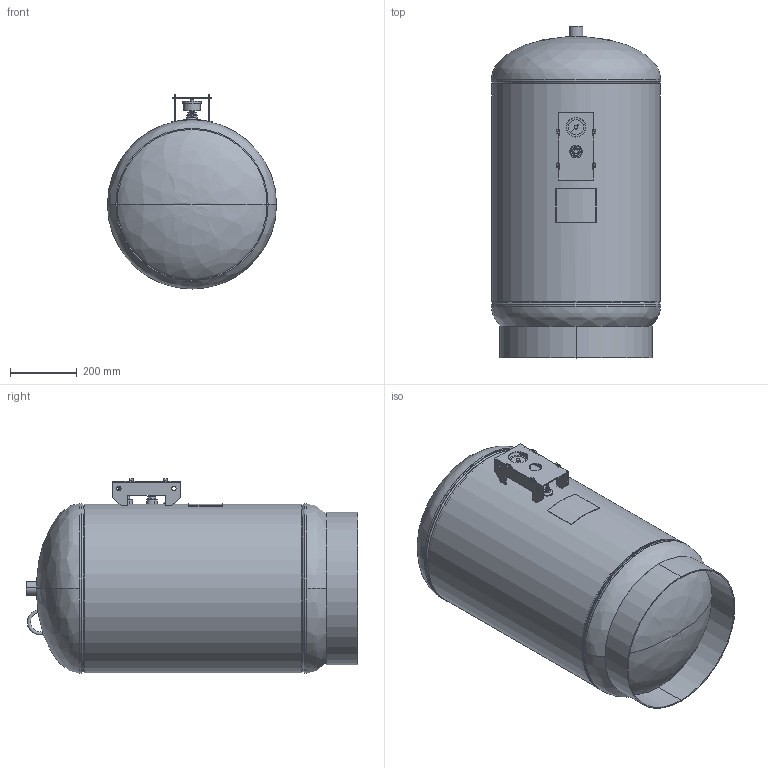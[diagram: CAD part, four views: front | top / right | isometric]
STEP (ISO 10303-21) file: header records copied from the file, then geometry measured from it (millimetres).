
FILE_DESCRIPTION (( 'STEP AP203' ), '1' );
FILE_NAME ('NTA-80.STEP', '2022-02-22T17:11:50', ( '' ), ( '' ), 'SwSTEP 2.0', 'SolidWorks 2021', '' );
FILE_SCHEMA (( 'CONFIG_CONTROL_DESIGN' ));
Length unit declared in the file: inch
Products named in the file (16): 9500000; 9500030; 9800460_03-34; 9400540; 07200310_5081T17; 99Q0061; 9500010; 9200120; 99K0776; NTA-80; 99K0777; 9800401_9800400; 9600830_20" VERT; 99B0348; Couplings_9500318
Assembly tree (16 placements, depth 2):
  NTA-80
    99B0348
    9200120
    9200120
    9500000
    9500010
    9500030
    Couplings_9500318
    9800460_03-34
    07200310_5081T17
    9800401_9800400
    9400540
    99Q0061
    99K0776  x2
    99K0777
    9600830_20" VERT
Bounding box: 508 x 996.42 x 582.9 mm (x, y, z)
Volume: 5981211.2 mm3; surface area: 3796148.8 mm2
Topology: 19 solids, 19 shells, 596 faces, 1389 edges, 843 vertices
Faces by surface type: cone 196, cylinder 178, plane 168, torus 30, bspline 24
Full cylindrical faces by diameter (mm): 499.821 x1, 506.171 x1
Entity records: 25774 total; most frequent: CARTESIAN_POINT 11468, DIRECTION 2742, ORIENTED_EDGE 2542, EDGE_CURVE 1271, AXIS2_PLACEMENT_3D 1075, VERTEX_POINT 767, EDGE_LOOP 602, LINE 592
